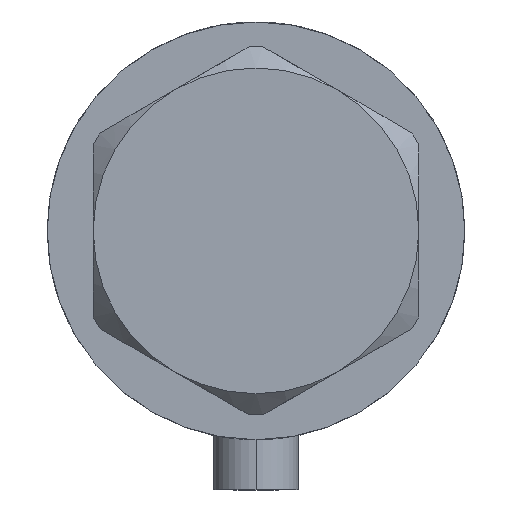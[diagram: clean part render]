
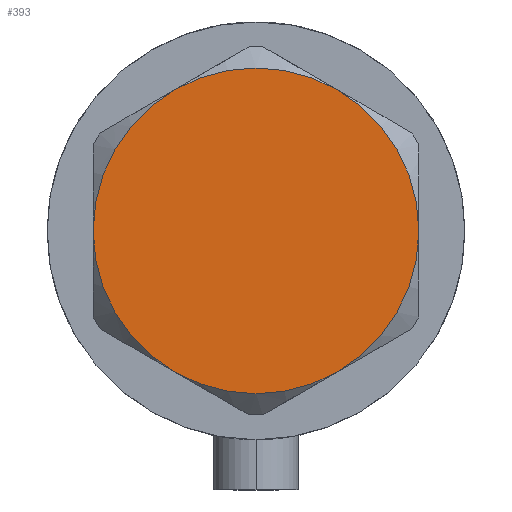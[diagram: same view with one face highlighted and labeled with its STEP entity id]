
A CAD part, left-side view. The second image highlights one B-rep face of the part: STEP entity #393.
In plain terms, the highlighted face is planar.
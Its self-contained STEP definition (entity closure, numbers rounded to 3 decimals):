
#10 = DIRECTION ( 'NONE',  ( 1., 0., 0. ) ) ;
#196 = CIRCLE ( 'NONE', #3887, 23. ) ;
#358 = DIRECTION ( 'NONE',  ( 0., 0., 1. ) ) ;
#393 = ADVANCED_FACE ( 'NONE', ( #1792 ), #1497, .T. ) ;
#468 = DIRECTION ( 'NONE',  ( 1., 0., 0. ) ) ;
#485 = CIRCLE ( 'NONE', #2872, 23. ) ;
#524 = DIRECTION ( 'NONE',  ( 0., 0., 1. ) ) ;
#646 = CARTESIAN_POINT ( 'NONE',  ( 0., 0., 13. ) ) ;
#675 = DIRECTION ( 'NONE',  ( 0., 0., 1. ) ) ;
#679 = CARTESIAN_POINT ( 'NONE',  ( -11.5, 19.919, 13. ) ) ;
#742 = DIRECTION ( 'NONE',  ( 0., 0., 1. ) ) ;
#857 = ORIENTED_EDGE ( 'NONE', *, *, #3884, .T. ) ;
#963 = VERTEX_POINT ( 'NONE', #3267 ) ;
#1025 = CARTESIAN_POINT ( 'NONE',  ( 11.5, -19.919, 13. ) ) ;
#1090 = CARTESIAN_POINT ( 'NONE',  ( 0., 0., 13. ) ) ;
#1114 = VERTEX_POINT ( 'NONE', #2325 ) ;
#1132 = ORIENTED_EDGE ( 'NONE', *, *, #2495, .T. ) ;
#1229 = VERTEX_POINT ( 'NONE', #3367 ) ;
#1246 = EDGE_CURVE ( 'NONE', #963, #3331, #3958, .T. ) ;
#1497 = PLANE ( 'NONE',  #4449 ) ;
#1505 = DIRECTION ( 'NONE',  ( 1., 0., 0. ) ) ;
#1669 = AXIS2_PLACEMENT_3D ( 'NONE', #3624, #524, #1907 ) ;
#1756 = VERTEX_POINT ( 'NONE', #4263 ) ;
#1792 = FACE_OUTER_BOUND ( 'NONE', #3072, .T. ) ;
#1880 = DIRECTION ( 'NONE',  ( 1., 0., 0. ) ) ;
#1907 = DIRECTION ( 'NONE',  ( 1., 0., 0. ) ) ;
#2144 = AXIS2_PLACEMENT_3D ( 'NONE', #4436, #358, #10 ) ;
#2204 = EDGE_CURVE ( 'NONE', #3862, #1229, #4226, .T. ) ;
#2225 = AXIS2_PLACEMENT_3D ( 'NONE', #2362, #3729, #1880 ) ;
#2278 = EDGE_CURVE ( 'NONE', #1229, #963, #4448, .T. ) ;
#2325 = CARTESIAN_POINT ( 'NONE',  ( -23., 0., 13. ) ) ;
#2362 = CARTESIAN_POINT ( 'NONE',  ( 0., 0., 13. ) ) ;
#2495 = EDGE_CURVE ( 'NONE', #1756, #3862, #196, .T. ) ;
#2604 = DIRECTION ( 'NONE',  ( 1., 0., 0. ) ) ;
#2633 = EDGE_CURVE ( 'NONE', #3331, #1114, #485, .T. ) ;
#2661 = CIRCLE ( 'NONE', #1669, 23. ) ;
#2698 = CARTESIAN_POINT ( 'NONE',  ( 0., 0., 13. ) ) ;
#2872 = AXIS2_PLACEMENT_3D ( 'NONE', #3874, #3197, #1505 ) ;
#2939 = AXIS2_PLACEMENT_3D ( 'NONE', #2698, #675, #2604 ) ;
#3072 = EDGE_LOOP ( 'NONE', ( #3656, #3842, #3661, #3865, #857, #1132 ) ) ;
#3128 = DIRECTION ( 'NONE',  ( 1., 0., 0. ) ) ;
#3197 = DIRECTION ( 'NONE',  ( 0., 0., 1. ) ) ;
#3267 = CARTESIAN_POINT ( 'NONE',  ( 11.5, 19.919, 13. ) ) ;
#3331 = VERTEX_POINT ( 'NONE', #679 ) ;
#3367 = CARTESIAN_POINT ( 'NONE',  ( 23., 0., 13. ) ) ;
#3525 = DIRECTION ( 'NONE',  ( 0., 0., 1. ) ) ;
#3624 = CARTESIAN_POINT ( 'NONE',  ( 0., 0., 13. ) ) ;
#3656 = ORIENTED_EDGE ( 'NONE', *, *, #2204, .T. ) ;
#3661 = ORIENTED_EDGE ( 'NONE', *, *, #1246, .T. ) ;
#3729 = DIRECTION ( 'NONE',  ( 0., 0., 1. ) ) ;
#3842 = ORIENTED_EDGE ( 'NONE', *, *, #2278, .T. ) ;
#3862 = VERTEX_POINT ( 'NONE', #1025 ) ;
#3865 = ORIENTED_EDGE ( 'NONE', *, *, #2633, .T. ) ;
#3874 = CARTESIAN_POINT ( 'NONE',  ( 0., 0., 13. ) ) ;
#3884 = EDGE_CURVE ( 'NONE', #1114, #1756, #2661, .T. ) ;
#3887 = AXIS2_PLACEMENT_3D ( 'NONE', #646, #742, #3128 ) ;
#3958 = CIRCLE ( 'NONE', #2144, 23. ) ;
#4226 = CIRCLE ( 'NONE', #2939, 23. ) ;
#4263 = CARTESIAN_POINT ( 'NONE',  ( -11.5, -19.919, 13. ) ) ;
#4436 = CARTESIAN_POINT ( 'NONE',  ( 0., 0., 13. ) ) ;
#4448 = CIRCLE ( 'NONE', #2225, 23. ) ;
#4449 = AXIS2_PLACEMENT_3D ( 'NONE', #1090, #3525, #468 ) ;
